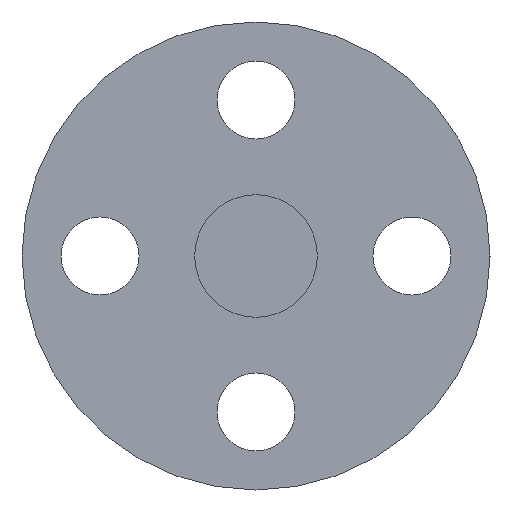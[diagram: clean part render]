
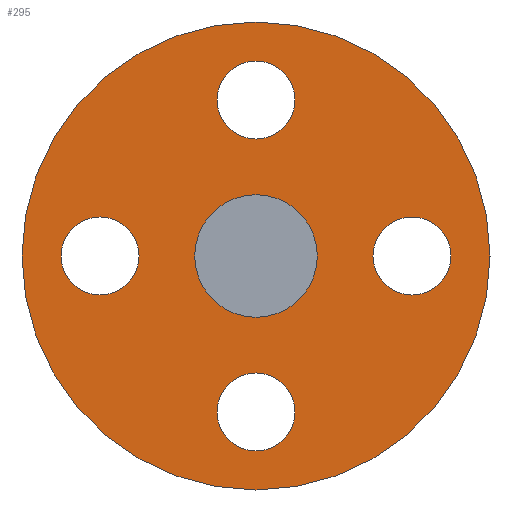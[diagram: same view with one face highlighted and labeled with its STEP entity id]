
A CAD part, left-side view. The second image highlights one B-rep face of the part: STEP entity #295.
In plain terms, the highlighted planar face has unit normal (-1, 0, 0).
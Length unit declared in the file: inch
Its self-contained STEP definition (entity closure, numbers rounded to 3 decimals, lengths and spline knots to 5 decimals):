
#3 = CIRCLE ( 'NONE', #76, 0.6875 ) ;
#12 = ORIENTED_EDGE ( 'NONE', *, *, #515, .F. ) ;
#13 = CARTESIAN_POINT ( 'NONE',  ( 0.25, 0., 0. ) ) ;
#14 = DIRECTION ( 'NONE',  ( -1., 0., 0. ) ) ;
#17 = ORIENTED_EDGE ( 'NONE', *, *, #486, .F. ) ;
#28 = ORIENTED_EDGE ( 'NONE', *, *, #302, .T. ) ;
#40 = VERTEX_POINT ( 'NONE', #404 ) ;
#41 = EDGE_CURVE ( 'NONE', #495, #40, #403, .T. ) ;
#42 = VERTEX_POINT ( 'NONE', #447 ) ;
#44 = CARTESIAN_POINT ( 'NONE',  ( 0.25, 0., -2.625 ) ) ;
#46 = AXIS2_PLACEMENT_3D ( 'NONE', #453, #498, #112 ) ;
#49 = EDGE_LOOP ( 'NONE', ( #200, #133 ) ) ;
#55 = CARTESIAN_POINT ( 'NONE',  ( 0.25, 1.75, 0.4375 ) ) ;
#68 = VERTEX_POINT ( 'NONE', #311 ) ;
#70 = CARTESIAN_POINT ( 'NONE',  ( 0.25, 0., 0. ) ) ;
#71 = ORIENTED_EDGE ( 'NONE', *, *, #252, .F. ) ;
#74 = CIRCLE ( 'NONE', #88, 2.625 ) ;
#76 = AXIS2_PLACEMENT_3D ( 'NONE', #494, #194, #473 ) ;
#77 = DIRECTION ( 'NONE',  ( 0., 1., 0. ) ) ;
#88 = AXIS2_PLACEMENT_3D ( 'NONE', #174, #14, #193 ) ;
#90 = DIRECTION ( 'NONE',  ( -1., 0., 0. ) ) ;
#93 = AXIS2_PLACEMENT_3D ( 'NONE', #271, #139, #321 ) ;
#97 = FACE_BOUND ( 'NONE', #533, .T. ) ;
#99 = CARTESIAN_POINT ( 'NONE',  ( 0.25, 0., -1.75 ) ) ;
#106 = CARTESIAN_POINT ( 'NONE',  ( 0.25, 0., 0.6875 ) ) ;
#108 = CIRCLE ( 'NONE', #418, 0.4375 ) ;
#112 = DIRECTION ( 'NONE',  ( 0., 0., 1. ) ) ;
#120 = CARTESIAN_POINT ( 'NONE',  ( 0.25, -1.75, 0. ) ) ;
#123 = ORIENTED_EDGE ( 'NONE', *, *, #291, .F. ) ;
#129 = DIRECTION ( 'NONE',  ( 0., 0., 1. ) ) ;
#133 = ORIENTED_EDGE ( 'NONE', *, *, #146, .F. ) ;
#139 = DIRECTION ( 'NONE',  ( -1., 0., 0. ) ) ;
#142 = EDGE_LOOP ( 'NONE', ( #248, #71 ) ) ;
#146 = EDGE_CURVE ( 'NONE', #339, #68, #187, .T. ) ;
#165 = AXIS2_PLACEMENT_3D ( 'NONE', #225, #395, #362 ) ;
#166 = CIRCLE ( 'NONE', #546, 2.625 ) ;
#174 = CARTESIAN_POINT ( 'NONE',  ( 0.25, 0., 0. ) ) ;
#187 = CIRCLE ( 'NONE', #278, 0.4375 ) ;
#189 = FACE_BOUND ( 'NONE', #226, .T. ) ;
#190 = ORIENTED_EDGE ( 'NONE', *, *, #336, .F. ) ;
#193 = DIRECTION ( 'NONE',  ( 0., 0., 1. ) ) ;
#194 = DIRECTION ( 'NONE',  ( -1., 0., 0. ) ) ;
#196 = VERTEX_POINT ( 'NONE', #401 ) ;
#199 = DIRECTION ( 'NONE',  ( 0., -1., 0. ) ) ;
#200 = ORIENTED_EDGE ( 'NONE', *, *, #274, .F. ) ;
#206 = EDGE_CURVE ( 'NONE', #390, #499, #108, .T. ) ;
#210 = ORIENTED_EDGE ( 'NONE', *, *, #283, .F. ) ;
#212 = CARTESIAN_POINT ( 'NONE',  ( 0.25, 0., -1.3125 ) ) ;
#216 = AXIS2_PLACEMENT_3D ( 'NONE', #313, #532, #481 ) ;
#223 = DIRECTION ( 'NONE',  ( -1., 0., 0. ) ) ;
#225 = CARTESIAN_POINT ( 'NONE',  ( 0.25, 0., -1.75 ) ) ;
#226 = EDGE_LOOP ( 'NONE', ( #210, #17 ) ) ;
#231 = CARTESIAN_POINT ( 'NONE',  ( 0.25, 1.75, -0.4375 ) ) ;
#237 = ORIENTED_EDGE ( 'NONE', *, *, #419, .T. ) ;
#248 = ORIENTED_EDGE ( 'NONE', *, *, #41, .F. ) ;
#252 = EDGE_CURVE ( 'NONE', #40, #495, #3, .T. ) ;
#259 = DIRECTION ( 'NONE',  ( -1., 0., 0. ) ) ;
#271 = CARTESIAN_POINT ( 'NONE',  ( 0.25, 1.75, 0. ) ) ;
#272 = FACE_BOUND ( 'NONE', #49, .T. ) ;
#273 = VERTEX_POINT ( 'NONE', #231 ) ;
#274 = EDGE_CURVE ( 'NONE', #68, #339, #462, .T. ) ;
#278 = AXIS2_PLACEMENT_3D ( 'NONE', #393, #223, #492 ) ;
#280 = CIRCLE ( 'NONE', #93, 0.4375 ) ;
#281 = DIRECTION ( 'NONE',  ( -1., 0., 0. ) ) ;
#283 = EDGE_CURVE ( 'NONE', #545, #42, #415, .T. ) ;
#284 = PLANE ( 'NONE',  #46 ) ;
#291 = EDGE_CURVE ( 'NONE', #499, #390, #482, .T. ) ;
#295 = ADVANCED_FACE ( 'NONE', ( #97, #272, #189, #368, #528, #332 ), #284, .T. ) ;
#301 = AXIS2_PLACEMENT_3D ( 'NONE', #13, #259, #129 ) ;
#302 = EDGE_CURVE ( 'NONE', #196, #454, #166, .T. ) ;
#311 = CARTESIAN_POINT ( 'NONE',  ( 0.25, 0., 2.1875 ) ) ;
#313 = CARTESIAN_POINT ( 'NONE',  ( 0.25, 0., 1.75 ) ) ;
#321 = DIRECTION ( 'NONE',  ( 0., -1., 0. ) ) ;
#332 = FACE_BOUND ( 'NONE', #142, .T. ) ;
#336 = EDGE_CURVE ( 'NONE', #273, #378, #280, .T. ) ;
#337 = CARTESIAN_POINT ( 'NONE',  ( 0.25, 0., -2.1875 ) ) ;
#339 = VERTEX_POINT ( 'NONE', #517 ) ;
#340 = CIRCLE ( 'NONE', #463, 0.4375 ) ;
#354 = DIRECTION ( 'NONE',  ( 0., 0., 1. ) ) ;
#362 = DIRECTION ( 'NONE',  ( 0., 0., 1. ) ) ;
#368 = FACE_BOUND ( 'NONE', #552, .T. ) ;
#374 = DIRECTION ( 'NONE',  ( 0., 0., 1. ) ) ;
#378 = VERTEX_POINT ( 'NONE', #55 ) ;
#383 = CARTESIAN_POINT ( 'NONE',  ( 0.25, -2.1875, 0. ) ) ;
#390 = VERTEX_POINT ( 'NONE', #212 ) ;
#393 = CARTESIAN_POINT ( 'NONE',  ( 0.25, 0., 1.75 ) ) ;
#395 = DIRECTION ( 'NONE',  ( -1., 0., 0. ) ) ;
#399 = DIRECTION ( 'NONE',  ( 0., 1., 0. ) ) ;
#401 = CARTESIAN_POINT ( 'NONE',  ( 0.25, 0., 2.625 ) ) ;
#403 = CIRCLE ( 'NONE', #301, 0.6875 ) ;
#404 = CARTESIAN_POINT ( 'NONE',  ( 0.25, 0., -0.6875 ) ) ;
#415 = CIRCLE ( 'NONE', #536, 0.4375 ) ;
#416 = CARTESIAN_POINT ( 'NONE',  ( 0.25, 1.75, 0. ) ) ;
#418 = AXIS2_PLACEMENT_3D ( 'NONE', #99, #439, #374 ) ;
#419 = EDGE_CURVE ( 'NONE', #454, #196, #74, .T. ) ;
#422 = EDGE_LOOP ( 'NONE', ( #28, #237 ) ) ;
#423 = DIRECTION ( 'NONE',  ( -1., 0., 0. ) ) ;
#439 = DIRECTION ( 'NONE',  ( -1., 0., 0. ) ) ;
#444 = ORIENTED_EDGE ( 'NONE', *, *, #206, .F. ) ;
#447 = CARTESIAN_POINT ( 'NONE',  ( 0.25, -1.3125, 0. ) ) ;
#453 = CARTESIAN_POINT ( 'NONE',  ( 0.25, 0., 0. ) ) ;
#454 = VERTEX_POINT ( 'NONE', #44 ) ;
#462 = CIRCLE ( 'NONE', #216, 0.4375 ) ;
#463 = AXIS2_PLACEMENT_3D ( 'NONE', #120, #497, #77 ) ;
#473 = DIRECTION ( 'NONE',  ( 0., 0., 1. ) ) ;
#480 = AXIS2_PLACEMENT_3D ( 'NONE', #416, #423, #199 ) ;
#481 = DIRECTION ( 'NONE',  ( 0., 0., -1. ) ) ;
#482 = CIRCLE ( 'NONE', #165, 0.4375 ) ;
#486 = EDGE_CURVE ( 'NONE', #42, #545, #340, .T. ) ;
#492 = DIRECTION ( 'NONE',  ( 0., 0., -1. ) ) ;
#494 = CARTESIAN_POINT ( 'NONE',  ( 0.25, 0., 0. ) ) ;
#495 = VERTEX_POINT ( 'NONE', #106 ) ;
#497 = DIRECTION ( 'NONE',  ( -1., 0., 0. ) ) ;
#498 = DIRECTION ( 'NONE',  ( -1., 0., 0. ) ) ;
#499 = VERTEX_POINT ( 'NONE', #337 ) ;
#515 = EDGE_CURVE ( 'NONE', #378, #273, #544, .T. ) ;
#517 = CARTESIAN_POINT ( 'NONE',  ( 0.25, 0., 1.3125 ) ) ;
#522 = CARTESIAN_POINT ( 'NONE',  ( 0.25, -1.75, 0. ) ) ;
#528 = FACE_OUTER_BOUND ( 'NONE', #422, .T. ) ;
#532 = DIRECTION ( 'NONE',  ( -1., 0., 0. ) ) ;
#533 = EDGE_LOOP ( 'NONE', ( #12, #190 ) ) ;
#536 = AXIS2_PLACEMENT_3D ( 'NONE', #522, #281, #399 ) ;
#544 = CIRCLE ( 'NONE', #480, 0.4375 ) ;
#545 = VERTEX_POINT ( 'NONE', #383 ) ;
#546 = AXIS2_PLACEMENT_3D ( 'NONE', #70, #90, #354 ) ;
#552 = EDGE_LOOP ( 'NONE', ( #444, #123 ) ) ;
